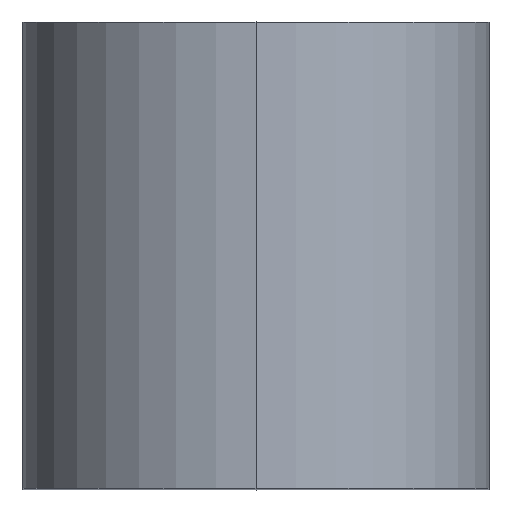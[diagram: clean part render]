
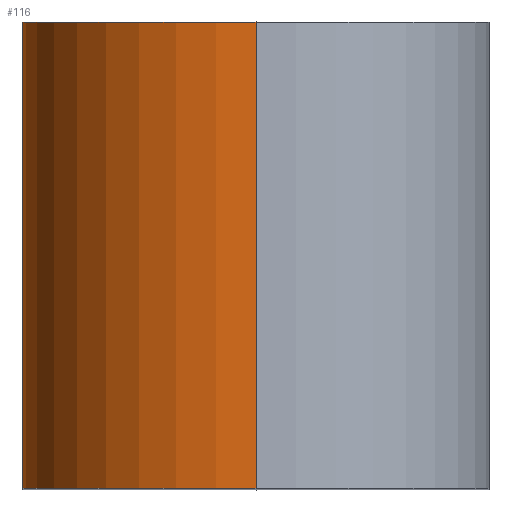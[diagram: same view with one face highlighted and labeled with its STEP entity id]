
A CAD part, top view. The second image highlights one B-rep face of the part: STEP entity #116.
In plain terms, the highlighted cylindrical face has radius 3 mm (diameter 6 mm), a partial arc.
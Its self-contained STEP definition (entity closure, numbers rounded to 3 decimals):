
#3 = CIRCLE ( 'NONE', #27, 3. ) ;
#6 = VECTOR ( 'NONE', #207, 1000. ) ;
#27 = AXIS2_PLACEMENT_3D ( 'NONE', #221, #49, #110 ) ;
#31 = ORIENTED_EDGE ( 'NONE', *, *, #156, .F. ) ;
#37 = CYLINDRICAL_SURFACE ( 'NONE', #77, 3. ) ;
#38 = VERTEX_POINT ( 'NONE', #105 ) ;
#41 = CARTESIAN_POINT ( 'NONE',  ( -3., -3., 4. ) ) ;
#45 = DIRECTION ( 'NONE',  ( 0., 1., 0. ) ) ;
#48 = VERTEX_POINT ( 'NONE', #41 ) ;
#49 = DIRECTION ( 'NONE',  ( 0., 1., 0. ) ) ;
#66 = CARTESIAN_POINT ( 'NONE',  ( -3., -3., 4. ) ) ;
#68 = VERTEX_POINT ( 'NONE', #241 ) ;
#77 = AXIS2_PLACEMENT_3D ( 'NONE', #91, #185, #167 ) ;
#85 = LINE ( 'NONE', #242, #6 ) ;
#91 = CARTESIAN_POINT ( 'NONE',  ( 0., -3., 4. ) ) ;
#98 = ORIENTED_EDGE ( 'NONE', *, *, #166, .F. ) ;
#105 = CARTESIAN_POINT ( 'NONE',  ( -3., 3., 4. ) ) ;
#110 = DIRECTION ( 'NONE',  ( 0., 0., 1. ) ) ;
#112 = DIRECTION ( 'NONE',  ( 0., 1., 0. ) ) ;
#116 = ADVANCED_FACE ( 'NONE', ( #120 ), #37, .T. ) ;
#118 = AXIS2_PLACEMENT_3D ( 'NONE', #227, #112, #170 ) ;
#120 = FACE_OUTER_BOUND ( 'NONE', #224, .T. ) ;
#132 = EDGE_CURVE ( 'NONE', #48, #236, #175, .T. ) ;
#144 = EDGE_CURVE ( 'NONE', #236, #68, #85, .T. ) ;
#145 = ORIENTED_EDGE ( 'NONE', *, *, #144, .T. ) ;
#149 = CARTESIAN_POINT ( 'NONE',  ( 0., -3., 7. ) ) ;
#156 = EDGE_CURVE ( 'NONE', #38, #68, #3, .T. ) ;
#166 = EDGE_CURVE ( 'NONE', #48, #38, #205, .T. ) ;
#167 = DIRECTION ( 'NONE',  ( 0., 0., 1. ) ) ;
#170 = DIRECTION ( 'NONE',  ( 0., 0., 1. ) ) ;
#171 = VECTOR ( 'NONE', #45, 1000. ) ;
#175 = CIRCLE ( 'NONE', #118, 3. ) ;
#185 = DIRECTION ( 'NONE',  ( 0., 1., 0. ) ) ;
#192 = ORIENTED_EDGE ( 'NONE', *, *, #132, .T. ) ;
#205 = LINE ( 'NONE', #66, #171 ) ;
#207 = DIRECTION ( 'NONE',  ( 0., 1., 0. ) ) ;
#221 = CARTESIAN_POINT ( 'NONE',  ( 0., 3., 4. ) ) ;
#224 = EDGE_LOOP ( 'NONE', ( #192, #145, #31, #98 ) ) ;
#227 = CARTESIAN_POINT ( 'NONE',  ( 0., -3., 4. ) ) ;
#236 = VERTEX_POINT ( 'NONE', #149 ) ;
#241 = CARTESIAN_POINT ( 'NONE',  ( 0., 3., 7. ) ) ;
#242 = CARTESIAN_POINT ( 'NONE',  ( 0., -3., 7. ) ) ;
